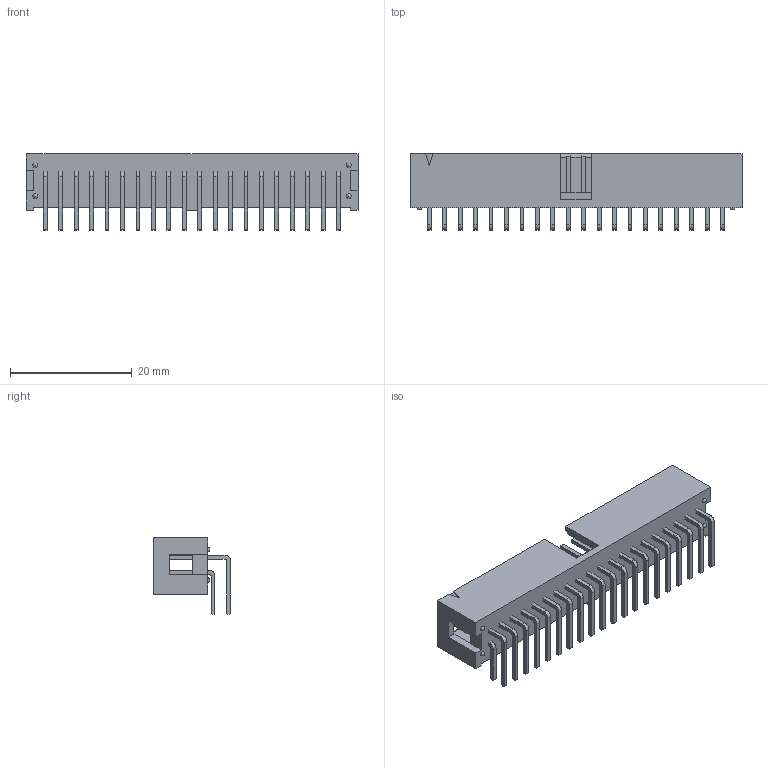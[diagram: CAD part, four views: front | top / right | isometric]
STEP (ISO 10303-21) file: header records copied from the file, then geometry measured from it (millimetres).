
FILE_DESCRIPTION( ( 'STEP AP214' ), '1' );
FILE_NAME( 'HTSS-120-04-G-D-RA.stp', '2021-03-22T13:57:05', ( 'License CC BY-ND 4.0' ), ( 'CADENAS' ), ' ', 'PARTsolutions', ' ' );
FILE_SCHEMA( ( 'AUTOMOTIVE_DESIGN { 1 0 10303 214 1 1 1 1 }' ) );
Length unit declared in the file: inch
Products named in the file (3): HTSS-120-04-G-D-RA; _HTSS-120-04-D_header; _T-1S6-20-04-D-RA_HTSS
Assembly tree (2 placements, depth 2):
  HTSS-120-04-G-D-RA
    _HTSS-120-04-D_header
    _T-1S6-20-04-D-RA_HTSS
Bounding box: 54.61 x 12.64 x 12.57 mm (x, y, z)
Volume: 2503.6 mm3; surface area: 4968 mm2
Topology: 2 solids, 2 shells, 682 faces, 2040 edges, 1358 vertices
Faces by surface type: plane 598, cylinder 80, sphere 4
Entity records: 28062 total; most frequent: CARTESIAN_POINT 4067, ORIENTED_EDGE 4056, DIRECTION 3562, EDGE_CURVE 2028, LINE 1864, VECTOR 1864, VERTEX_POINT 1354, AXIS2_PLACEMENT_3D 849
